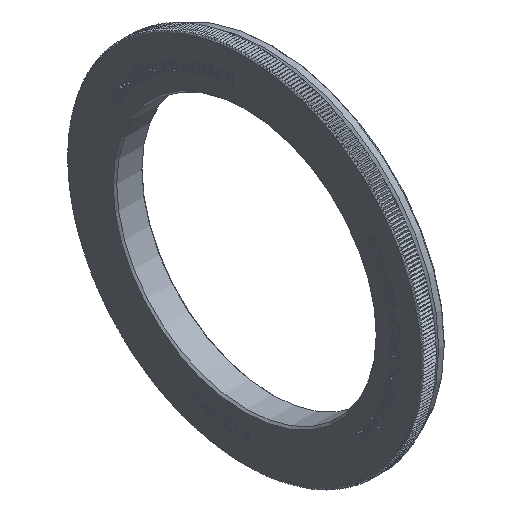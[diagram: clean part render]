
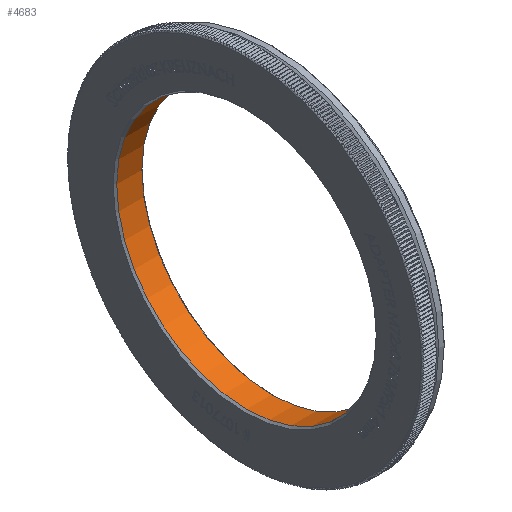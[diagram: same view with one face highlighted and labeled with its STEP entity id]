
A CAD part, isometric view. The second image highlights one B-rep face of the part: STEP entity #4683.
In plain terms, the highlighted cylindrical face has radius 35.59 mm (diameter 71.18 mm), a full revolution.
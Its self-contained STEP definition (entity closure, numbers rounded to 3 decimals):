
#2643=CYLINDRICAL_SURFACE('',#31427,35.59);
#4683=ADVANCED_FACE('',(#7231,#7232),#2643,.F.);
#7165=CIRCLE('',#31425,35.59);
#7166=CIRCLE('',#31426,35.59);
#7231=FACE_BOUND('',#7699,.T.);
#7232=FACE_BOUND('',#7700,.T.);
#7699=EDGE_LOOP('',(#13117));
#7700=EDGE_LOOP('',(#13118));
#13117=ORIENTED_EDGE('',*,*,#25383,.T.);
#13118=ORIENTED_EDGE('',*,*,#25384,.T.);
#21418=VERTEX_POINT('',#54594);
#21419=VERTEX_POINT('',#54596);
#25383=EDGE_CURVE('',#21418,#21418,#7165,.T.);
#25384=EDGE_CURVE('',#21419,#21419,#7166,.T.);
#31425=AXIS2_PLACEMENT_3D('',#54593,#33310,#33311);
#31426=AXIS2_PLACEMENT_3D('',#54595,#33312,#33313);
#31427=AXIS2_PLACEMENT_3D('',#54597,#33314,#33315);
#33310=DIRECTION('',(-1.,0.,0.));
#33311=DIRECTION('',(0.,-1.,0.));
#33312=DIRECTION('',(1.,0.,0.));
#33313=DIRECTION('',(0.,1.,0.));
#33314=DIRECTION('',(-1.,0.,0.));
#33315=DIRECTION('',(0.,1.,0.));
#54593=CARTESIAN_POINT('',(0.5,0.,0.));
#54594=CARTESIAN_POINT('',(0.5,-35.59,0.));
#54595=CARTESIAN_POINT('',(7.4,0.,0.));
#54596=CARTESIAN_POINT('',(7.4,35.59,0.));
#54597=CARTESIAN_POINT('',(7.29,0.,0.));
